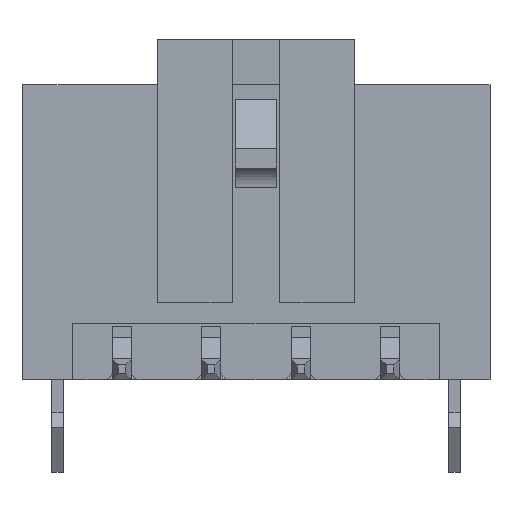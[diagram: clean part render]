
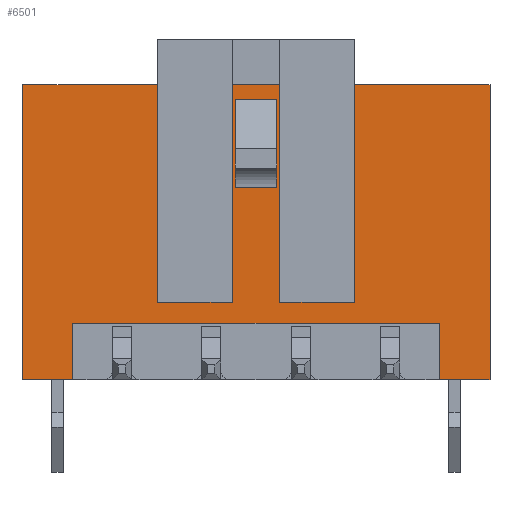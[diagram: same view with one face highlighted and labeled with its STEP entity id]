
A CAD part, front view. The second image highlights one B-rep face of the part: STEP entity #6501.
In plain terms, the highlighted planar face has unit normal (0, -1, 0).
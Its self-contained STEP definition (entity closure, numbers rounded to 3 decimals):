
#602=ORIENTED_EDGE('',*,*,#2384,.F.);
#603=ORIENTED_EDGE('',*,*,#2385,.F.);
#604=ORIENTED_EDGE('',*,*,#2386,.T.);
#605=ORIENTED_EDGE('',*,*,#2387,.T.);
#606=ORIENTED_EDGE('',*,*,#2388,.T.);
#607=ORIENTED_EDGE('',*,*,#2389,.T.);
#608=ORIENTED_EDGE('',*,*,#2319,.F.);
#609=ORIENTED_EDGE('',*,*,#2390,.T.);
#610=ORIENTED_EDGE('',*,*,#2391,.T.);
#611=ORIENTED_EDGE('',*,*,#2392,.F.);
#612=ORIENTED_EDGE('',*,*,#2393,.F.);
#613=ORIENTED_EDGE('',*,*,#2394,.T.);
#2319=EDGE_CURVE('',#3211,#3212,#3899,.T.);
#2384=EDGE_CURVE('',#3254,#3255,#3950,.T.);
#2385=EDGE_CURVE('',#3256,#3254,#3951,.T.);
#2386=EDGE_CURVE('',#3256,#3257,#3952,.T.);
#2387=EDGE_CURVE('',#3257,#3255,#3953,.T.);
#2388=EDGE_CURVE('',#3258,#3259,#3954,.T.);
#2389=EDGE_CURVE('',#3259,#3212,#3955,.T.);
#2390=EDGE_CURVE('',#3211,#3260,#3956,.T.);
#2391=EDGE_CURVE('',#3260,#3261,#3957,.T.);
#2392=EDGE_CURVE('',#3262,#3261,#3958,.T.);
#2393=EDGE_CURVE('',#3263,#3262,#3959,.T.);
#2394=EDGE_CURVE('',#3263,#3258,#3960,.T.);
#3211=VERTEX_POINT('',#9408);
#3212=VERTEX_POINT('',#9410);
#3254=VERTEX_POINT('',#9536);
#3255=VERTEX_POINT('',#9537);
#3256=VERTEX_POINT('',#9539);
#3257=VERTEX_POINT('',#9541);
#3258=VERTEX_POINT('',#9544);
#3259=VERTEX_POINT('',#9545);
#3260=VERTEX_POINT('',#9548);
#3261=VERTEX_POINT('',#9550);
#3262=VERTEX_POINT('',#9552);
#3263=VERTEX_POINT('',#9554);
#3899=LINE('',#9409,#4811);
#3950=LINE('',#9535,#4862);
#3951=LINE('',#9538,#4863);
#3952=LINE('',#9540,#4864);
#3953=LINE('',#9542,#4865);
#3954=LINE('',#9543,#4866);
#3955=LINE('',#9546,#4867);
#3956=LINE('',#9547,#4868);
#3957=LINE('',#9549,#4869);
#3958=LINE('',#9551,#4870);
#3959=LINE('',#9553,#4871);
#3960=LINE('',#9555,#4872);
#4811=VECTOR('',#7579,1000.);
#4862=VECTOR('',#7696,1000.);
#4863=VECTOR('',#7697,1000.);
#4864=VECTOR('',#7698,1000.);
#4865=VECTOR('',#7699,1000.);
#4866=VECTOR('',#7700,1000.);
#4867=VECTOR('',#7701,1000.);
#4868=VECTOR('',#7702,1000.);
#4869=VECTOR('',#7703,1000.);
#4870=VECTOR('',#7704,1000.);
#4871=VECTOR('',#7705,1000.);
#4872=VECTOR('',#7706,1000.);
#5513=EDGE_LOOP('',(#602,#603,#604,#605));
#5514=EDGE_LOOP('',(#606,#607,#608,#609,#610,#611,#612,#613));
#5855=FACE_BOUND('',#5513,.T.);
#5856=FACE_BOUND('',#5514,.T.);
#6197=PLANE('',#6888);
#6501=ADVANCED_FACE('',(#5855,#5856),#6197,.T.);
#6888=AXIS2_PLACEMENT_3D('',#9534,#7694,#7695);
#7579=DIRECTION('',(-1.,0.,0.));
#7694=DIRECTION('',(0.,-1.,0.));
#7695=DIRECTION('',(0.,0.,-1.));
#7696=DIRECTION('',(-1.,0.,0.));
#7697=DIRECTION('',(0.,0.,1.));
#7698=DIRECTION('',(-1.,0.,0.));
#7699=DIRECTION('',(0.,0.,1.));
#7700=DIRECTION('',(1.,0.,0.));
#7701=DIRECTION('',(0.,0.,-1.));
#7702=DIRECTION('',(0.,0.,1.));
#7703=DIRECTION('',(-1.,0.,0.));
#7704=DIRECTION('',(0.,0.,1.));
#7705=DIRECTION('',(-1.,0.,0.));
#7706=DIRECTION('',(0.,0.,1.));
#9408=CARTESIAN_POINT('',(7.85,-3.43,-4.95));
#9409=CARTESIAN_POINT('',(7.85,-3.43,-4.95));
#9410=CARTESIAN_POINT('',(6.15,-3.43,-4.95));
#9534=CARTESIAN_POINT('',(7.85,-3.43,-4.95));
#9535=CARTESIAN_POINT('',(0.7,-3.43,4.45));
#9536=CARTESIAN_POINT('',(0.7,-3.43,4.45));
#9537=CARTESIAN_POINT('',(-0.7,-3.43,4.45));
#9538=CARTESIAN_POINT('',(0.7,-3.43,1.5));
#9539=CARTESIAN_POINT('',(0.7,-3.43,1.5));
#9540=CARTESIAN_POINT('',(0.7,-3.43,1.5));
#9541=CARTESIAN_POINT('',(-0.7,-3.43,1.5));
#9542=CARTESIAN_POINT('',(-0.7,-3.43,1.5));
#9543=CARTESIAN_POINT('',(-6.15,-3.43,-3.05));
#9544=CARTESIAN_POINT('',(-6.15,-3.43,-3.05));
#9545=CARTESIAN_POINT('',(6.15,-3.43,-3.05));
#9546=CARTESIAN_POINT('',(6.15,-3.43,-3.05));
#9547=CARTESIAN_POINT('',(7.85,-3.43,-4.95));
#9548=CARTESIAN_POINT('',(7.85,-3.43,4.95));
#9549=CARTESIAN_POINT('',(7.85,-3.43,4.95));
#9550=CARTESIAN_POINT('',(-7.85,-3.43,4.95));
#9551=CARTESIAN_POINT('',(-7.85,-3.43,-4.95));
#9552=CARTESIAN_POINT('',(-7.85,-3.43,-4.95));
#9553=CARTESIAN_POINT('',(7.85,-3.43,-4.95));
#9554=CARTESIAN_POINT('',(-6.15,-3.43,-4.95));
#9555=CARTESIAN_POINT('',(-6.15,-3.43,-4.95));
